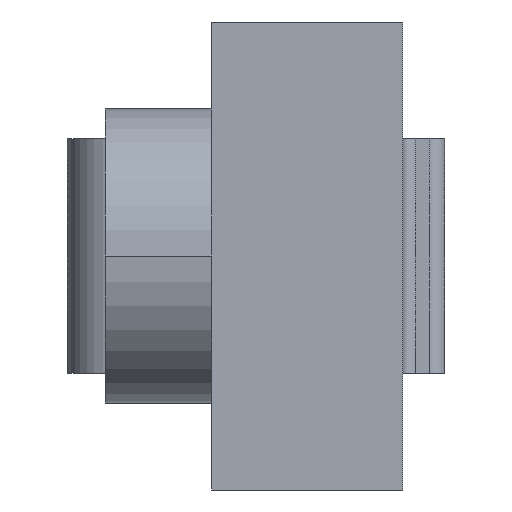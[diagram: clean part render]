
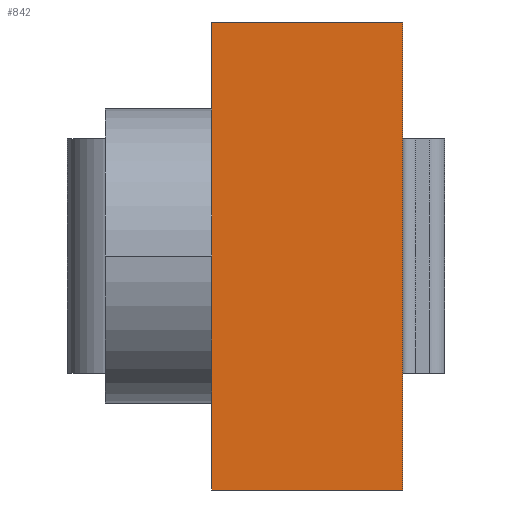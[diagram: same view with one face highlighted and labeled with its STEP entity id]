
A CAD part, left-side view. The second image highlights one B-rep face of the part: STEP entity #842.
In plain terms, the highlighted planar face has unit normal (-1, 0, 0).
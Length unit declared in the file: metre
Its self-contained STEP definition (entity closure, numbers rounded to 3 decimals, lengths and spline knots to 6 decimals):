
#1=DIRECTION('',(0.,0.,-1.));
#2=VECTOR('',#1,0.0078);
#3=CARTESIAN_POINT('',(0.,0.,0.));
#4=LINE('',#3,#2);
#5=DIRECTION('',(0.,1.,0.));
#6=VECTOR('',#5,0.003184);
#7=CARTESIAN_POINT('',(0.,0.,-0.0078));
#8=LINE('',#7,#6);
#9=DIRECTION('',(0.,0.,1.));
#10=VECTOR('',#9,0.0078);
#11=CARTESIAN_POINT('',(0.,0.003184,-0.0078));
#12=LINE('',#11,#10);
#13=DIRECTION('',(0.,-1.,0.));
#14=VECTOR('',#13,0.003184);
#15=CARTESIAN_POINT('',(0.,0.003184,0.));
#16=LINE('',#15,#14);
#635=CARTESIAN_POINT('',(0.,0.,0.));
#636=CARTESIAN_POINT('',(0.,0.,-0.0078));
#637=VERTEX_POINT('',#635);
#638=VERTEX_POINT('',#636);
#639=CARTESIAN_POINT('',(0.,0.003184,-0.0078));
#640=VERTEX_POINT('',#639);
#641=CARTESIAN_POINT('',(0.,0.003184,0.));
#642=VERTEX_POINT('',#641);
#827=CARTESIAN_POINT('',(0.,0.,0.));
#828=DIRECTION('',(1.,0.,0.));
#829=DIRECTION('',(0.,0.,-1.));
#830=AXIS2_PLACEMENT_3D('',#827,#828,#829);
#831=PLANE('',#830);
#833=ORIENTED_EDGE('',*,*,#832,.T.);
#835=ORIENTED_EDGE('',*,*,#834,.T.);
#837=ORIENTED_EDGE('',*,*,#836,.T.);
#839=ORIENTED_EDGE('',*,*,#838,.T.);
#840=EDGE_LOOP('',(#833,#835,#837,#839));
#841=FACE_OUTER_BOUND('',#840,.F.);
#842=ADVANCED_FACE('',(#841),#831,.F.);
#832=EDGE_CURVE('',#637,#638,#4,.T.);
#834=EDGE_CURVE('',#638,#640,#8,.T.);
#836=EDGE_CURVE('',#640,#642,#12,.T.);
#838=EDGE_CURVE('',#642,#637,#16,.T.);
